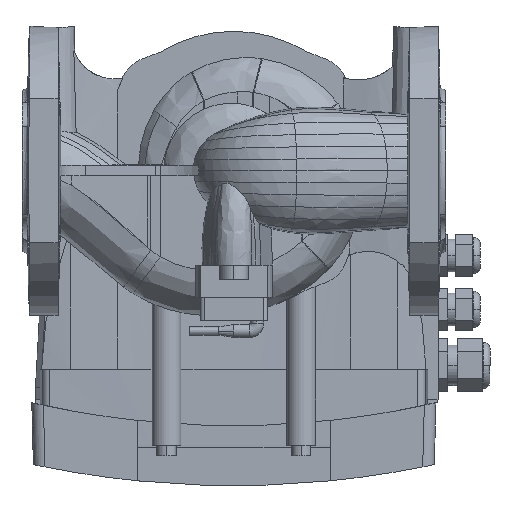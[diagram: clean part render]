
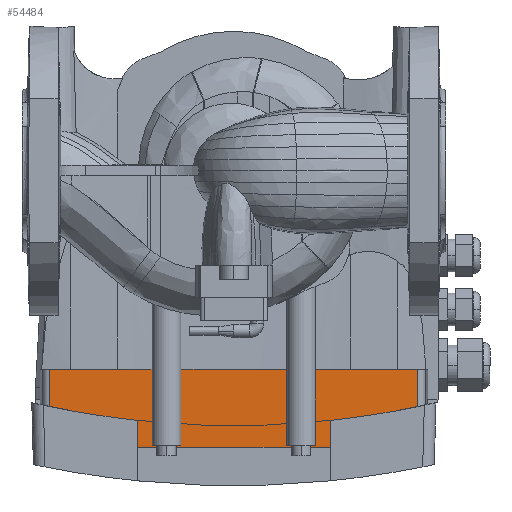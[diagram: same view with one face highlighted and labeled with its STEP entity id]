
A CAD part, left-side view. The second image highlights one B-rep face of the part: STEP entity #54484.
In plain terms, the highlighted cylindrical face has radius 4883 mm (diameter 9766 mm), a partial arc.
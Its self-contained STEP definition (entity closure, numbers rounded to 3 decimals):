
#2267 = CARTESIAN_POINT ( 'NONE',  ( 100.934, 95.489, -119. ) ) ;
#2323 = LINE ( 'NONE', #2267, #27583 ) ;
#2330 = DIRECTION ( 'NONE',  ( 0., 0., -1. ) ) ;
#3078 = EDGE_LOOP ( 'NONE', ( #50902, #50906, #50909, #50913, #50918, #50921, #50925, #50929, #50933, #50935, #50939, #50943 ) ) ;
#4765 = CARTESIAN_POINT ( 'NONE',  ( 100.934, 95.489, -143.5 ) ) ;
#4771 = CARTESIAN_POINT ( 'NONE',  ( 100.185, 42.5, -142.5 ) ) ;
#4773 = CARTESIAN_POINT ( 'NONE',  ( 100.934, -95.489, -143.5 ) ) ;
#4775 = CARTESIAN_POINT ( 'NONE',  ( 100.077, -27.5, -142.5 ) ) ;
#4777 = CARTESIAN_POINT ( 'NONE',  ( 100.185, 42.5, -103. ) ) ;
#4781 = CARTESIAN_POINT ( 'NONE',  ( 100.934, 95.489, -103. ) ) ;
#4789 = CARTESIAN_POINT ( 'NONE',  ( 100.077, 27.5, -142.5 ) ) ;
#4803 = CARTESIAN_POINT ( 'NONE',  ( 100.077, -27.5, -103. ) ) ;
#4809 = CARTESIAN_POINT ( 'NONE',  ( 100.934, -95.489, -103. ) ) ;
#4811 = CARTESIAN_POINT ( 'NONE',  ( 100.185, -42.5, -103. ) ) ;
#4813 = CARTESIAN_POINT ( 'NONE',  ( 100.185, -42.5, -142.5 ) ) ;
#4833 = CARTESIAN_POINT ( 'NONE',  ( 100.077, 27.5, -103. ) ) ;
#17539 = VERTEX_POINT ( 'NONE', #4765 ) ;
#17542 = VERTEX_POINT ( 'NONE', #4771 ) ;
#17543 = VERTEX_POINT ( 'NONE', #4773 ) ;
#17544 = VERTEX_POINT ( 'NONE', #4775 ) ;
#17545 = VERTEX_POINT ( 'NONE', #4777 ) ;
#17547 = VERTEX_POINT ( 'NONE', #4781 ) ;
#17551 = VERTEX_POINT ( 'NONE', #4789 ) ;
#17558 = VERTEX_POINT ( 'NONE', #4803 ) ;
#17561 = VERTEX_POINT ( 'NONE', #4809 ) ;
#17562 = VERTEX_POINT ( 'NONE', #4811 ) ;
#17563 = VERTEX_POINT ( 'NONE', #4813 ) ;
#17573 = VERTEX_POINT ( 'NONE', #4833 ) ;
#27398 = CIRCLE ( 'NONE', #27411, 4883. ) ;
#27411 = AXIS2_PLACEMENT_3D ( 'NONE', #63913, #63916, #63918 ) ;
#27455 = CIRCLE ( 'NONE', #27691, 4883. ) ;
#27561 = VECTOR ( 'NONE', #61887, 1000. ) ;
#27583 = VECTOR ( 'NONE', #2330, 1000. ) ;
#27661 = CIRCLE ( 'NONE', #27725, 4883. ) ;
#27691 = AXIS2_PLACEMENT_3D ( 'NONE', #61953, #61956, #61958 ) ;
#27725 = AXIS2_PLACEMENT_3D ( 'NONE', #62460, #62464, #62468 ) ;
#50350 = EDGE_CURVE ( 'NONE', #17547, #17539, #2323, .T. ) ;
#50684 = EDGE_CURVE ( 'NONE', #17551, #17542, #27398, .T. ) ;
#50902 = ORIENTED_EDGE ( 'NONE', *, *, #53399, .F. ) ;
#50906 = ORIENTED_EDGE ( 'NONE', *, *, #51046, .T. ) ;
#50909 = ORIENTED_EDGE ( 'NONE', *, *, #51104, .T. ) ;
#50913 = ORIENTED_EDGE ( 'NONE', *, *, #53229, .T. ) ;
#50918 = ORIENTED_EDGE ( 'NONE', *, *, #53952, .F. ) ;
#50921 = ORIENTED_EDGE ( 'NONE', *, *, #53678, .F. ) ;
#50925 = ORIENTED_EDGE ( 'NONE', *, *, #50684, .T. ) ;
#50929 = ORIENTED_EDGE ( 'NONE', *, *, #53470, .F. ) ;
#50933 = ORIENTED_EDGE ( 'NONE', *, *, #52971, .F. ) ;
#50935 = ORIENTED_EDGE ( 'NONE', *, *, #50350, .T. ) ;
#50939 = ORIENTED_EDGE ( 'NONE', *, *, #51253, .F. ) ;
#50940 = VECTOR ( 'NONE', #56590, 1000. ) ;
#50943 = ORIENTED_EDGE ( 'NONE', *, *, #54257, .F. ) ;
#51046 = EDGE_CURVE ( 'NONE', #17562, #17563, #61866, .T. ) ;
#51104 = EDGE_CURVE ( 'NONE', #17563, #17544, #27455, .T. ) ;
#51106 = CIRCLE ( 'NONE', #53373, 4883. ) ;
#51253 = EDGE_CURVE ( 'NONE', #17543, #17539, #27661, .T. ) ;
#51636 = VECTOR ( 'NONE', #58673, 1000. ) ;
#51799 = AXIS2_PLACEMENT_3D ( 'NONE', #58515, #58517, #58519 ) ;
#51947 = CIRCLE ( 'NONE', #53353, 4883. ) ;
#52343 = AXIS2_PLACEMENT_3D ( 'NONE', #55627, #55615, #55629 ) ;
#52971 = EDGE_CURVE ( 'NONE', #17547, #17545, #51106, .T. ) ;
#53055 = VECTOR ( 'NONE', #57865, 1000. ) ;
#53089 = VECTOR ( 'NONE', #56912, 1000. ) ;
#53229 = EDGE_CURVE ( 'NONE', #17544, #17558, #57846, .T. ) ;
#53353 = AXIS2_PLACEMENT_3D ( 'NONE', #56277, #56278, #56279 ) ;
#53373 = AXIS2_PLACEMENT_3D ( 'NONE', #60355, #60356, #60357 ) ;
#53399 = EDGE_CURVE ( 'NONE', #17562, #17561, #53699, .T. ) ;
#53470 = EDGE_CURVE ( 'NONE', #17545, #17542, #58655, .T. ) ;
#53678 = EDGE_CURVE ( 'NONE', #17551, #17573, #56909, .T. ) ;
#53699 = CIRCLE ( 'NONE', #51799, 4883. ) ;
#53952 = EDGE_CURVE ( 'NONE', #17573, #17558, #51947, .T. ) ;
#54257 = EDGE_CURVE ( 'NONE', #17561, #17543, #56579, .T. ) ;
#54484 = ADVANCED_FACE ( 'NONE', ( #55625 ), #55623, .T. ) ;
#55615 = DIRECTION ( 'NONE',  ( 0., 0., -1. ) ) ;
#55623 = CYLINDRICAL_SURFACE ( 'NONE', #52343, 4883. ) ;
#55625 = FACE_OUTER_BOUND ( 'NONE', #3078, .T. ) ;
#55627 = CARTESIAN_POINT ( 'NONE',  ( 4983., 0., -119. ) ) ;
#55629 = DIRECTION ( 'NONE',  ( 1., 0., 0. ) ) ;
#56277 = CARTESIAN_POINT ( 'NONE',  ( 4983., 0., -103. ) ) ;
#56278 = DIRECTION ( 'NONE',  ( 0., 0., 1. ) ) ;
#56279 = DIRECTION ( 'NONE',  ( -1., 0., 0. ) ) ;
#56579 = LINE ( 'NONE', #56588, #50940 ) ;
#56588 = CARTESIAN_POINT ( 'NONE',  ( 100.934, -95.489, -119. ) ) ;
#56590 = DIRECTION ( 'NONE',  ( 0., 0., -1. ) ) ;
#56909 = LINE ( 'NONE', #56911, #53089 ) ;
#56911 = CARTESIAN_POINT ( 'NONE',  ( 100.077, 27.5, -119. ) ) ;
#56912 = DIRECTION ( 'NONE',  ( 0., 0., 1. ) ) ;
#57846 = LINE ( 'NONE', #57860, #53055 ) ;
#57860 = CARTESIAN_POINT ( 'NONE',  ( 100.077, -27.5, -119. ) ) ;
#57865 = DIRECTION ( 'NONE',  ( 0., 0., 1. ) ) ;
#58515 = CARTESIAN_POINT ( 'NONE',  ( 4983., 0., -103. ) ) ;
#58517 = DIRECTION ( 'NONE',  ( 0., 0., 1. ) ) ;
#58519 = DIRECTION ( 'NONE',  ( -1., 0., 0. ) ) ;
#58655 = LINE ( 'NONE', #58668, #51636 ) ;
#58668 = CARTESIAN_POINT ( 'NONE',  ( 100.185, 42.5, -119. ) ) ;
#58673 = DIRECTION ( 'NONE',  ( 0., 0., -1. ) ) ;
#60355 = CARTESIAN_POINT ( 'NONE',  ( 4983., 0., -103. ) ) ;
#60356 = DIRECTION ( 'NONE',  ( 0., 0., 1. ) ) ;
#60357 = DIRECTION ( 'NONE',  ( -1., 0., 0. ) ) ;
#61866 = LINE ( 'NONE', #61878, #27561 ) ;
#61878 = CARTESIAN_POINT ( 'NONE',  ( 100.185, -42.5, -119. ) ) ;
#61887 = DIRECTION ( 'NONE',  ( 0., 0., -1. ) ) ;
#61953 = CARTESIAN_POINT ( 'NONE',  ( 4983., 0., -142.5 ) ) ;
#61956 = DIRECTION ( 'NONE',  ( 0., 0., -1. ) ) ;
#61958 = DIRECTION ( 'NONE',  ( -1., 0., 0. ) ) ;
#62460 = CARTESIAN_POINT ( 'NONE',  ( 4983., 0., -143.5 ) ) ;
#62464 = DIRECTION ( 'NONE',  ( 0., 0., -1. ) ) ;
#62468 = DIRECTION ( 'NONE',  ( -1., 0., 0. ) ) ;
#63913 = CARTESIAN_POINT ( 'NONE',  ( 4983., 0., -142.5 ) ) ;
#63916 = DIRECTION ( 'NONE',  ( 0., 0., -1. ) ) ;
#63918 = DIRECTION ( 'NONE',  ( -1., 0., 0. ) ) ;
